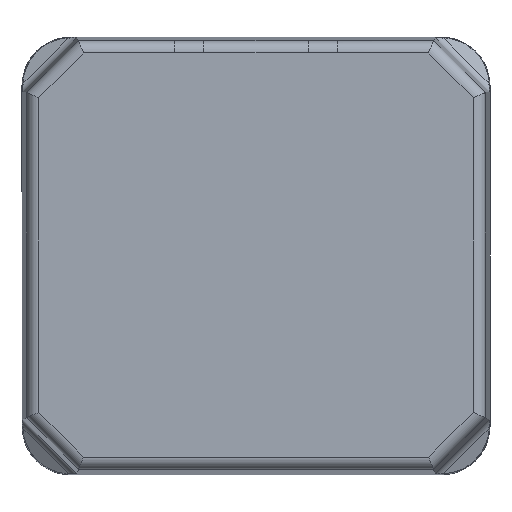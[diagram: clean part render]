
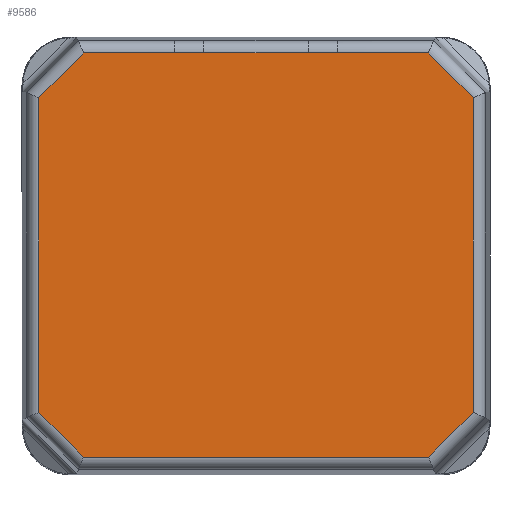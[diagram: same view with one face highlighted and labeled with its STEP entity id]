
A CAD part, top view. The second image highlights one B-rep face of the part: STEP entity #9586.
In plain terms, the highlighted planar face has unit normal (0, 0, 1).
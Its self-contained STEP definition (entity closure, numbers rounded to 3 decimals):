
#285 = ORIENTED_EDGE ( 'NONE', *, *, #11256, .T. ) ;
#292 = EDGE_CURVE ( 'NONE', #1942, #13874, #3127, .T. ) ;
#522 = DIRECTION ( 'NONE',  ( -1., 0., 0. ) ) ;
#821 = VECTOR ( 'NONE', #5730, 1000. ) ;
#974 = DIRECTION ( 'NONE',  ( -1., 0., 0. ) ) ;
#1250 = EDGE_CURVE ( 'NONE', #9894, #4065, #2438, .T. ) ;
#1283 = EDGE_CURVE ( 'NONE', #4358, #14125, #17337, .T. ) ;
#1603 = CARTESIAN_POINT ( 'NONE',  ( -6.7, 16.687, 45.5 ) ) ;
#1942 = VERTEX_POINT ( 'NONE', #16322 ) ;
#2438 = LINE ( 'NONE', #4544, #14179 ) ;
#2514 = ORIENTED_EDGE ( 'NONE', *, *, #292, .T. ) ;
#2549 = EDGE_LOOP ( 'NONE', ( #7520, #13792, #14850, #285, #5903, #9922, #11784, #14905, #2514, #17385, #9850, #10068 ) ) ;
#2899 = EDGE_CURVE ( 'NONE', #13179, #5275, #10805, .T. ) ;
#3127 = LINE ( 'NONE', #11137, #821 ) ;
#3273 = EDGE_CURVE ( 'NONE', #3450, #1942, #5121, .T. ) ;
#3345 = EDGE_CURVE ( 'NONE', #13874, #9494, #10577, .T. ) ;
#3368 = VECTOR ( 'NONE', #11008, 1000. ) ;
#3450 = VERTEX_POINT ( 'NONE', #4530 ) ;
#3759 = VECTOR ( 'NONE', #522, 1000. ) ;
#4065 = VERTEX_POINT ( 'NONE', #16341 ) ;
#4217 = EDGE_CURVE ( 'NONE', #9494, #13179, #6569, .T. ) ;
#4358 = VERTEX_POINT ( 'NONE', #6694 ) ;
#4369 = DIRECTION ( 'NONE',  ( -0.707, -0.707, 0. ) ) ;
#4430 = CARTESIAN_POINT ( 'NONE',  ( -15.325, 16.687, 45.5 ) ) ;
#4530 = CARTESIAN_POINT ( 'NONE',  ( -17.937, -13., 45.5 ) ) ;
#4544 = CARTESIAN_POINT ( 'NONE',  ( -15.325, 16.687, 45.5 ) ) ;
#4686 = DIRECTION ( 'NONE',  ( 0., -1., 0. ) ) ;
#5049 = DIRECTION ( 'NONE',  ( -1., 0., 0. ) ) ;
#5121 = LINE ( 'NONE', #9573, #6590 ) ;
#5275 = VERTEX_POINT ( 'NONE', #11936 ) ;
#5340 = CARTESIAN_POINT ( 'NONE',  ( -15.325, 16.687, 45.5 ) ) ;
#5384 = DIRECTION ( 'NONE',  ( -1., 0., 0. ) ) ;
#5509 = CARTESIAN_POINT ( 'NONE',  ( 14.843, -16.093, 45.5 ) ) ;
#5539 = EDGE_CURVE ( 'NONE', #5275, #7018, #7317, .T. ) ;
#5730 = DIRECTION ( 'NONE',  ( 1., 0., 0. ) ) ;
#5903 = ORIENTED_EDGE ( 'NONE', *, *, #16849, .T. ) ;
#6064 = CARTESIAN_POINT ( 'NONE',  ( -15.325, 14.075, 45.5 ) ) ;
#6569 = LINE ( 'NONE', #13037, #11619 ) ;
#6590 = VECTOR ( 'NONE', #16323, 1000. ) ;
#6691 = CARTESIAN_POINT ( 'NONE',  ( 14.25, -16.687, 45.5 ) ) ;
#6694 = CARTESIAN_POINT ( 'NONE',  ( -14.25, 16.687, 45.5 ) ) ;
#6901 = LINE ( 'NONE', #4430, #3368 ) ;
#7018 = VERTEX_POINT ( 'NONE', #13906 ) ;
#7041 = CARTESIAN_POINT ( 'NONE',  ( 4.3, 16.687, 45.5 ) ) ;
#7317 = LINE ( 'NONE', #8559, #3759 ) ;
#7391 = VECTOR ( 'NONE', #4686, 1000. ) ;
#7392 = VERTEX_POINT ( 'NONE', #1603 ) ;
#7520 = ORIENTED_EDGE ( 'NONE', *, *, #5539, .T. ) ;
#8104 = DIRECTION ( 'NONE',  ( 0., 1., 0. ) ) ;
#8153 = VECTOR ( 'NONE', #5384, 1000. ) ;
#8428 = CARTESIAN_POINT ( 'NONE',  ( 0.768, 30.168, 45.5 ) ) ;
#8491 = DIRECTION ( 'NONE',  ( -0.707, 0.707, 0. ) ) ;
#8512 = VECTOR ( 'NONE', #8491, 1000. ) ;
#8559 = CARTESIAN_POINT ( 'NONE',  ( -15.325, 16.687, 45.5 ) ) ;
#9067 = CARTESIAN_POINT ( 'NONE',  ( -15.325, 16.687, 45.5 ) ) ;
#9393 = DIRECTION ( 'NONE',  ( 0.707, 0.707, 0. ) ) ;
#9494 = VERTEX_POINT ( 'NONE', #11121 ) ;
#9573 = CARTESIAN_POINT ( 'NONE',  ( -30.168, -0.768, 45.5 ) ) ;
#9586 = ADVANCED_FACE ( 'NONE', ( #13876 ), #14254, .F. ) ;
#9850 = ORIENTED_EDGE ( 'NONE', *, *, #4217, .T. ) ;
#9894 = VERTEX_POINT ( 'NONE', #7041 ) ;
#9922 = ORIENTED_EDGE ( 'NONE', *, *, #1283, .T. ) ;
#9923 = CARTESIAN_POINT ( 'NONE',  ( -17.937, 14.075, 45.5 ) ) ;
#10068 = ORIENTED_EDGE ( 'NONE', *, *, #2899, .T. ) ;
#10400 = EDGE_CURVE ( 'NONE', #14125, #3450, #11194, .T. ) ;
#10577 = LINE ( 'NONE', #5509, #13283 ) ;
#10805 = LINE ( 'NONE', #8428, #8512 ) ;
#11008 = DIRECTION ( 'NONE',  ( -1., 0., 0. ) ) ;
#11121 = CARTESIAN_POINT ( 'NONE',  ( 17.937, -13., 45.5 ) ) ;
#11137 = CARTESIAN_POINT ( 'NONE',  ( -15.325, -16.687, 45.5 ) ) ;
#11194 = LINE ( 'NONE', #9923, #7391 ) ;
#11256 = EDGE_CURVE ( 'NONE', #4065, #7392, #17003, .T. ) ;
#11434 = EDGE_CURVE ( 'NONE', #7018, #9894, #6901, .T. ) ;
#11619 = VECTOR ( 'NONE', #8104, 1000. ) ;
#11784 = ORIENTED_EDGE ( 'NONE', *, *, #10400, .T. ) ;
#11936 = CARTESIAN_POINT ( 'NONE',  ( 14.25, 16.687, 45.5 ) ) ;
#12174 = LINE ( 'NONE', #9067, #15344 ) ;
#12297 = VECTOR ( 'NONE', #4369, 1000. ) ;
#12737 = DIRECTION ( 'NONE',  ( 0., 0., -1. ) ) ;
#13037 = CARTESIAN_POINT ( 'NONE',  ( 17.937, 14.075, 45.5 ) ) ;
#13179 = VERTEX_POINT ( 'NONE', #17084 ) ;
#13283 = VECTOR ( 'NONE', #9393, 1000. ) ;
#13792 = ORIENTED_EDGE ( 'NONE', *, *, #11434, .T. ) ;
#13874 = VERTEX_POINT ( 'NONE', #6691 ) ;
#13876 = FACE_OUTER_BOUND ( 'NONE', #2549, .T. ) ;
#13906 = CARTESIAN_POINT ( 'NONE',  ( 6.7, 16.687, 45.5 ) ) ;
#13913 = DIRECTION ( 'NONE',  ( -1., 0., 0. ) ) ;
#14090 = CARTESIAN_POINT ( 'NONE',  ( -17.937, 13., 45.5 ) ) ;
#14125 = VERTEX_POINT ( 'NONE', #14090 ) ;
#14179 = VECTOR ( 'NONE', #13913, 1000. ) ;
#14254 = PLANE ( 'NONE',  #15400 ) ;
#14850 = ORIENTED_EDGE ( 'NONE', *, *, #1250, .T. ) ;
#14905 = ORIENTED_EDGE ( 'NONE', *, *, #3273, .T. ) ;
#14965 = CARTESIAN_POINT ( 'NONE',  ( -16.093, 14.843, 45.5 ) ) ;
#15344 = VECTOR ( 'NONE', #5049, 1000. ) ;
#15400 = AXIS2_PLACEMENT_3D ( 'NONE', #6064, #12737, #974 ) ;
#16322 = CARTESIAN_POINT ( 'NONE',  ( -14.25, -16.687, 45.5 ) ) ;
#16323 = DIRECTION ( 'NONE',  ( 0.707, -0.707, 0. ) ) ;
#16341 = CARTESIAN_POINT ( 'NONE',  ( -4.3, 16.687, 45.5 ) ) ;
#16849 = EDGE_CURVE ( 'NONE', #7392, #4358, #12174, .T. ) ;
#17003 = LINE ( 'NONE', #5340, #8153 ) ;
#17084 = CARTESIAN_POINT ( 'NONE',  ( 17.937, 13., 45.5 ) ) ;
#17337 = LINE ( 'NONE', #14965, #12297 ) ;
#17385 = ORIENTED_EDGE ( 'NONE', *, *, #3345, .T. ) ;
